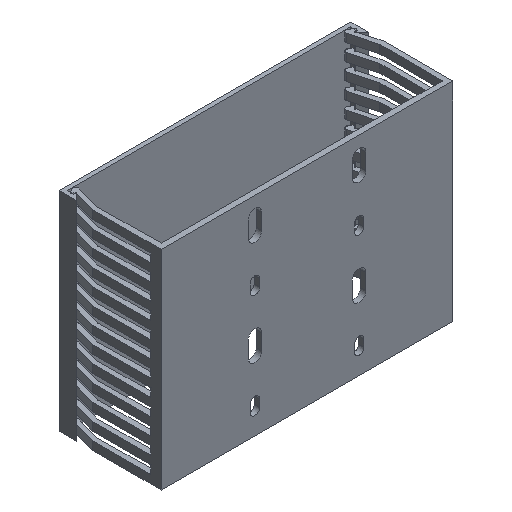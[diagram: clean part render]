
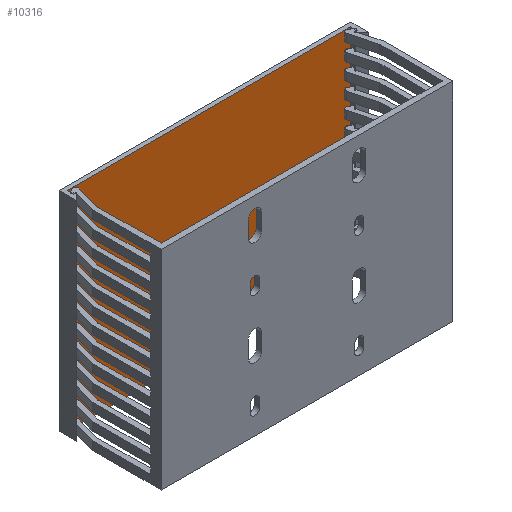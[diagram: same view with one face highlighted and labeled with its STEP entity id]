
A CAD part, isometric view. The second image highlights one B-rep face of the part: STEP entity #10316.
In plain terms, the highlighted planar face has unit normal (0, -1, 0).
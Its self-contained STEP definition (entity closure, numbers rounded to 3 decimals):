
#10034=DIRECTION('',(0.,0.,1.));
#10035=VECTOR('',#10034,100.);
#10036=CARTESIAN_POINT('',(68.,-2.,-50.));
#10037=LINE('',#10036,#10035);
#10046=DIRECTION('',(1.,0.,0.));
#10047=VECTOR('',#10046,136.);
#10048=CARTESIAN_POINT('',(-68.,-2.,50.));
#10049=LINE('',#10048,#10047);
#10050=DIRECTION('',(-1.,0.,0.));
#10051=VECTOR('',#10050,136.);
#10052=CARTESIAN_POINT('',(68.,-2.,-50.));
#10053=LINE('',#10052,#10051);
#10054=DIRECTION('',(0.,0.,1.));
#10055=VECTOR('',#10054,100.);
#10056=CARTESIAN_POINT('',(-68.,-2.,-50.));
#10057=LINE('',#10056,#10055);
#10090=CARTESIAN_POINT('',(-68.,-2.,-50.));
#10091=CARTESIAN_POINT('',(-68.,-2.,50.));
#10092=VERTEX_POINT('',#10090);
#10093=VERTEX_POINT('',#10091);
#10094=CARTESIAN_POINT('',(68.,-2.,-50.));
#10095=CARTESIAN_POINT('',(68.,-2.,50.));
#10096=VERTEX_POINT('',#10094);
#10097=VERTEX_POINT('',#10095);
#10304=CARTESIAN_POINT('',(-67.,-2.,-50.));
#10305=DIRECTION('',(0.,-1.,0.));
#10306=DIRECTION('',(1.,0.,0.));
#10307=AXIS2_PLACEMENT_3D('',#10304,#10305,#10306);
#10308=PLANE('',#10307);
#10309=ORIENTED_EDGE('',*,*,#10217,.T.);
#10310=ORIENTED_EDGE('',*,*,#10297,.F.);
#10311=ORIENTED_EDGE('',*,*,#10133,.T.);
#10313=ORIENTED_EDGE('',*,*,#10312,.T.);
#10314=EDGE_LOOP('',(#10309,#10310,#10311,#10313));
#10315=FACE_OUTER_BOUND('',#10314,.F.);
#10133=EDGE_CURVE('',#10096,#10092,#10053,.T.);
#10217=EDGE_CURVE('',#10093,#10097,#10049,.T.);
#10297=EDGE_CURVE('',#10096,#10097,#10037,.T.);
#10312=EDGE_CURVE('',#10092,#10093,#10057,.T.);
#10316=ADVANCED_FACE('',(#10315),#10308,.T.);
